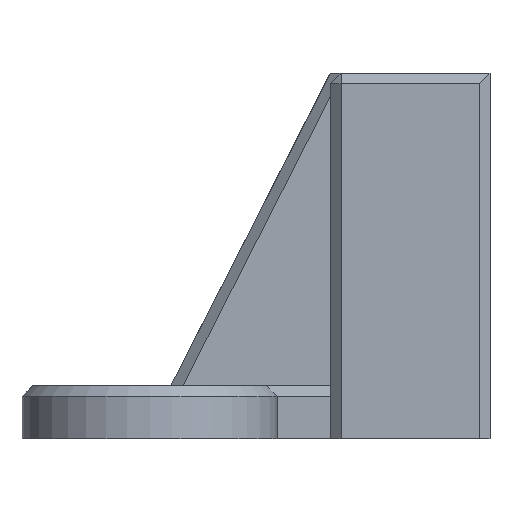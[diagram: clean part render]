
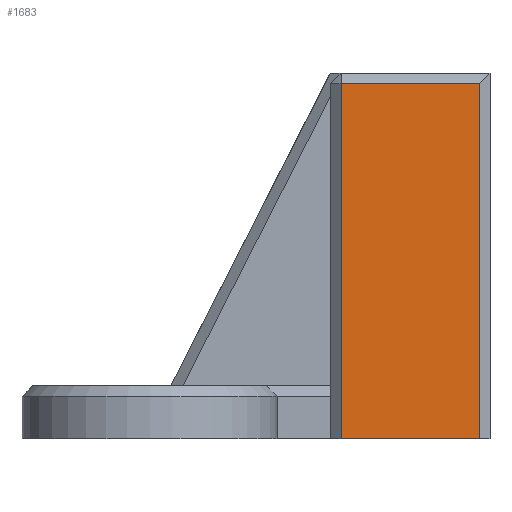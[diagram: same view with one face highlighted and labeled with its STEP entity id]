
A CAD part, front view. The second image highlights one B-rep face of the part: STEP entity #1683.
In plain terms, the highlighted planar face has unit normal (0, -1, 0).
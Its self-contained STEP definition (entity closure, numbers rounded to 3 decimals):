
#82=PLANE('',#1844);
#206=FACE_OUTER_BOUND('',#315,.T.);
#315=EDGE_LOOP('',(#1555,#1556,#1557,#1558));
#407=LINE('',#2704,#578);
#415=LINE('',#2719,#586);
#417=LINE('',#2722,#588);
#426=LINE('',#2745,#597);
#578=VECTOR('',#2077,10.);
#586=VECTOR('',#2089,10.);
#588=VECTOR('',#2093,10.);
#597=VECTOR('',#2112,10.);
#808=VERTEX_POINT('',#2702);
#809=VERTEX_POINT('',#2703);
#812=VERTEX_POINT('',#2712);
#814=VERTEX_POINT('',#2717);
#995=EDGE_CURVE('',#808,#809,#407,.T.);
#1003=EDGE_CURVE('',#814,#812,#415,.T.);
#1005=EDGE_CURVE('',#812,#808,#417,.T.);
#1017=EDGE_CURVE('',#809,#814,#426,.T.);
#1555=ORIENTED_EDGE('',*,*,#1003,.F.);
#1556=ORIENTED_EDGE('',*,*,#1017,.F.);
#1557=ORIENTED_EDGE('',*,*,#995,.F.);
#1558=ORIENTED_EDGE('',*,*,#1005,.F.);
#1683=ADVANCED_FACE('',(#206),#82,.T.);
#1844=AXIS2_PLACEMENT_3D('',#2912,#2292,#2293);
#2077=DIRECTION('',(0.,0.,-1.));
#2089=DIRECTION('',(0.,0.,1.));
#2093=DIRECTION('',(1.,0.,0.));
#2112=DIRECTION('',(-1.,0.,0.));
#2292=DIRECTION('center_axis',(0.,-1.,0.));
#2293=DIRECTION('ref_axis',(1.,0.,0.));
#2702=CARTESIAN_POINT('',(63.,-5.5,33.4));
#2703=CARTESIAN_POINT('',(63.,-5.5,0.));
#2704=CARTESIAN_POINT('',(63.,-5.5,2.5));
#2712=CARTESIAN_POINT('',(50.,-5.5,33.4));
#2717=CARTESIAN_POINT('',(50.,-5.5,0.));
#2719=CARTESIAN_POINT('',(50.,-5.5,5.));
#2722=CARTESIAN_POINT('',(52.75,-5.5,33.4));
#2745=CARTESIAN_POINT('',(64.,-5.5,0.));
#2912=CARTESIAN_POINT('Origin',(49.,-5.5,5.));
